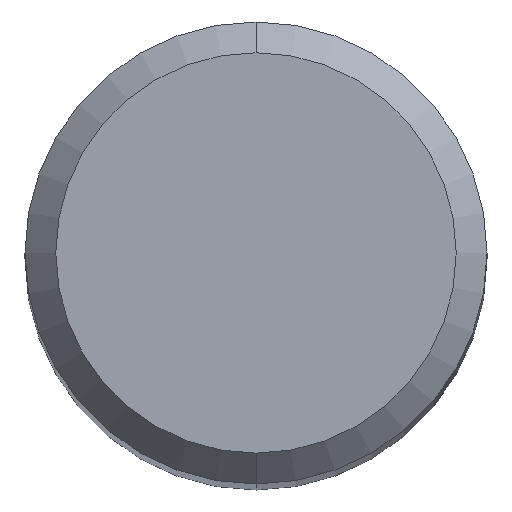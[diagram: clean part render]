
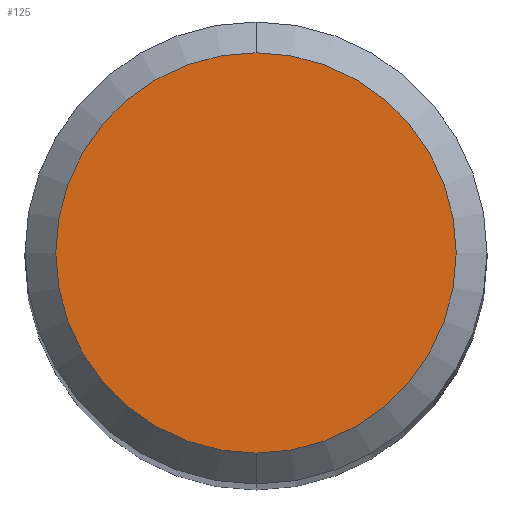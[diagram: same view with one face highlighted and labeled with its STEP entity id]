
A CAD part, top view. The second image highlights one B-rep face of the part: STEP entity #125.
In plain terms, the highlighted planar face has unit normal (0, 0, 1).
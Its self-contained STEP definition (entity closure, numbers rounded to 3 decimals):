
#123=EDGE_CURVE('',#153,#163,#276,.T.);
#125=ADVANCED_FACE('',(#278),#279,.T.);
#153=VERTEX_POINT('',#313);
#155=EDGE_CURVE('',#163,#153,#315,.T.);
#163=VERTEX_POINT('',#323);
#276=CIRCLE('',#447,2.6);
#278=FACE_OUTER_BOUND('',#449,.T.);
#279=PLANE('',#450);
#313=CARTESIAN_POINT('',(0.0,2.6,0.0));
#315=CIRCLE('',#495,2.6);
#323=CARTESIAN_POINT('',(0.,-2.6,0.0));
#447=AXIS2_PLACEMENT_3D('',#627,#628,#629);
#449=EDGE_LOOP('',(#631,#632));
#450=AXIS2_PLACEMENT_3D('',#633,#634,#635);
#495=AXIS2_PLACEMENT_3D('',#692,#693,#694);
#627=CARTESIAN_POINT('',(0.0,0.0,0.0));
#628=DIRECTION('',(0.0,0.0,-1.0));
#629=DIRECTION('',(0.0,1.0,0.0));
#631=ORIENTED_EDGE('',*,*,#123,.F.);
#632=ORIENTED_EDGE('',*,*,#155,.F.);
#633=CARTESIAN_POINT('',(0.0,1.3,0.0));
#634=DIRECTION('',(-0.0,0.0,1.0));
#635=DIRECTION('',(0.0,-1.0,0.0));
#692=CARTESIAN_POINT('',(0.0,0.0,0.0));
#693=DIRECTION('',(0.0,0.0,-1.0));
#694=DIRECTION('',(0.0,1.0,0.0));
